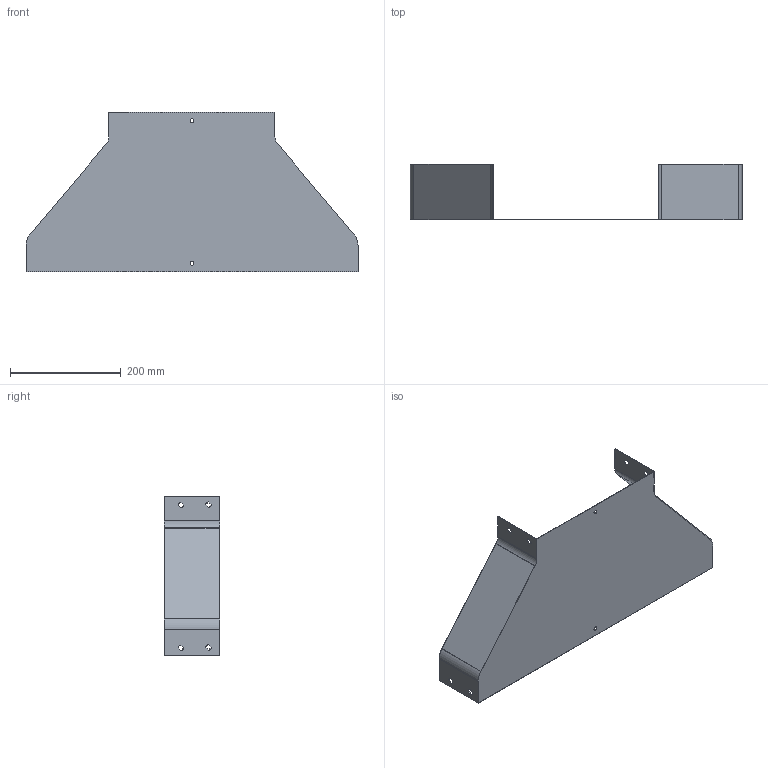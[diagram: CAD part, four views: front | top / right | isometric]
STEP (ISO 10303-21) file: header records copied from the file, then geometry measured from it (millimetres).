
FILE_DESCRIPTION (( 'STEP AP203' ), '1' );
FILE_NAME ('Ïåðåõîäíèê RRC_36431.STEP', '2012-11-26T07:00:12', ( 'Àñååâ' ), ( '' ), 'SwSTEP 2.0', 'SolidWorks 2012', '' );
FILE_SCHEMA (( 'CONFIG_CONTROL_DESIGN' ));
Length unit declared in the file: millimetre
Products named in the file (1): 盷謥羻僾鴀 RRC_36431
Bounding box: 600 x 100 x 288 mm (x, y, z)
Volume: 158241.1 mm3; surface area: 397412 mm2
Topology: 1 solids, 1 shells, 60 faces, 176 edges, 118 vertices
Faces by surface type: plane 34, cylinder 26
Full cylindrical faces by diameter (mm): 7 x2
Entity records: 2097 total; most frequent: CARTESIAN_POINT 349, DIRECTION 346, ORIENTED_EDGE 344, EDGE_CURVE 172, VECTOR 120, LINE 120, VERTEX_POINT 116, AXIS2_PLACEMENT_3D 113
